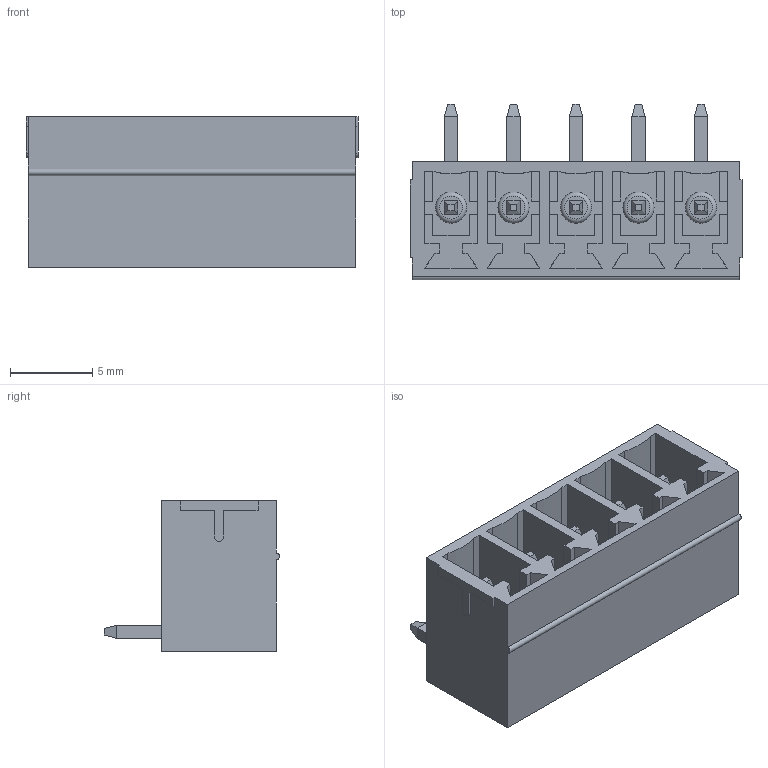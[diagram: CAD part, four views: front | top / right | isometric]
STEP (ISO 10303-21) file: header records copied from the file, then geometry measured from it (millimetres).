
FILE_DESCRIPTION( ( 'Unknown' ), '1' );
FILE_NAME( '691322310005.stp', 'Unknown', ( 'Unknown' ), ( 'Unknown' ), 'PSStep 14.0', 'Unknown', ' ' );
FILE_SCHEMA( ( 'AUTOMOTIVE_DESIGN { 1 0 10303 214 1 1 1 1 }' ) );
Length unit declared in the file: millimetre
Products named in the file (3): Assem1; 6913213000xx_PIN; 691321300005
Assembly tree (6 placements, depth 2):
  Assem1
    6913213000xx_PIN  x5
    691321300005
Bounding box: 20.24 x 10.7 x 9.2 mm (x, y, z)
Volume: 667.5 mm3; surface area: 1981.2 mm2
Topology: 6 solids, 6 shells, 324 faces, 871 edges, 564 vertices
Faces by surface type: plane 296, cylinder 23, torus 5
Full cylindrical faces by diameter (mm): 1.9 x5
Entity records: 10185 total; most frequent: CARTESIAN_POINT 1442, ORIENTED_EDGE 1416, DIRECTION 1277, EDGE_CURVE 708, LINE 665, VECTOR 665, VERTEX_POINT 471, AXIS2_PLACEMENT_3D 306
